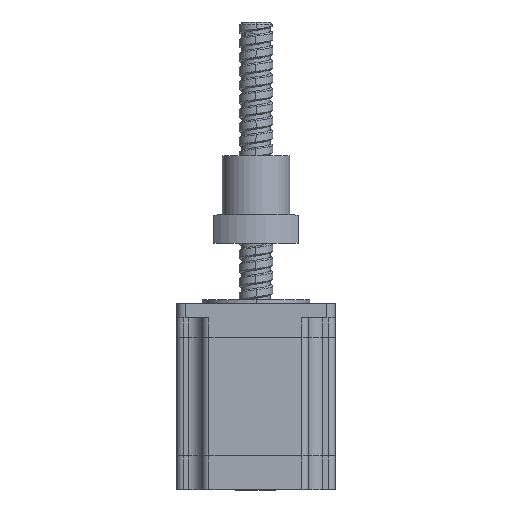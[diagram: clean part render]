
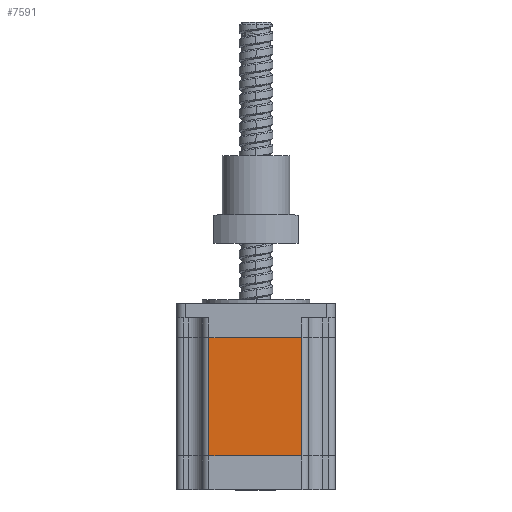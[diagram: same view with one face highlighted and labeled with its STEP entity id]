
A CAD part, top view. The second image highlights one B-rep face of the part: STEP entity #7591.
In plain terms, the highlighted planar face has unit normal (0, 0, 1).
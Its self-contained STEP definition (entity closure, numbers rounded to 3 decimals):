
#57 = LINE ( 'NONE', #10339, #14248 ) ;
#113 = VERTEX_POINT ( 'NONE', #13829 ) ;
#600 = VERTEX_POINT ( 'NONE', #9585 ) ;
#1459 = ORIENTED_EDGE ( 'NONE', *, *, #9118, .T. ) ;
#2147 = CARTESIAN_POINT ( 'NONE',  ( 25.1, -7.001, 28.1 ) ) ;
#3232 = DIRECTION ( 'NONE',  ( -1., 0., 0. ) ) ;
#3444 = DIRECTION ( 'NONE',  ( 0., 0., -1. ) ) ;
#3660 = DIRECTION ( 'NONE',  ( 0., 1., 0. ) ) ;
#3836 = LINE ( 'NONE', #2147, #14945 ) ;
#4215 = EDGE_CURVE ( 'NONE', #113, #22000, #21961, .T. ) ;
#4690 = ORIENTED_EDGE ( 'NONE', *, *, #13533, .F. ) ;
#5248 = VECTOR ( 'NONE', #14216, 1000. ) ;
#6682 = DIRECTION ( 'NONE',  ( -1., 0., 0. ) ) ;
#7591 = ADVANCED_FACE ( 'NONE', ( #18844 ), #15436, .F. ) ;
#7609 = EDGE_LOOP ( 'NONE', ( #21871, #1459, #4690, #18286 ) ) ;
#8468 = AXIS2_PLACEMENT_3D ( 'NONE', #12036, #3444, #3232 ) ;
#9118 = EDGE_CURVE ( 'NONE', #113, #600, #57, .T. ) ;
#9585 = CARTESIAN_POINT ( 'NONE',  ( 16.3, -7.001, 28.1 ) ) ;
#10339 = CARTESIAN_POINT ( 'NONE',  ( 16.3, -61., 28.1 ) ) ;
#10795 = CARTESIAN_POINT ( 'NONE',  ( -16.7, -48.99, 28.1 ) ) ;
#10869 = EDGE_CURVE ( 'NONE', #22000, #17265, #14664, .T. ) ;
#12036 = CARTESIAN_POINT ( 'NONE',  ( 25.1, 5., 28.1 ) ) ;
#12632 = CARTESIAN_POINT ( 'NONE',  ( -16.7, -61., 28.1 ) ) ;
#13533 = EDGE_CURVE ( 'NONE', #17265, #600, #3836, .T. ) ;
#13829 = CARTESIAN_POINT ( 'NONE',  ( 16.3, -48.99, 28.1 ) ) ;
#14216 = DIRECTION ( 'NONE',  ( 0., 1., 0. ) ) ;
#14248 = VECTOR ( 'NONE', #3660, 1000. ) ;
#14664 = LINE ( 'NONE', #12632, #5248 ) ;
#14945 = VECTOR ( 'NONE', #20926, 1000. ) ;
#15436 = PLANE ( 'NONE',  #8468 ) ;
#17265 = VERTEX_POINT ( 'NONE', #19855 ) ;
#18286 = ORIENTED_EDGE ( 'NONE', *, *, #10869, .F. ) ;
#18844 = FACE_OUTER_BOUND ( 'NONE', #7609, .T. ) ;
#19208 = VECTOR ( 'NONE', #6682, 1000. ) ;
#19855 = CARTESIAN_POINT ( 'NONE',  ( -16.7, -7.001, 28.1 ) ) ;
#20926 = DIRECTION ( 'NONE',  ( 1., 0., 0. ) ) ;
#21737 = CARTESIAN_POINT ( 'NONE',  ( 25.1, -48.99, 28.1 ) ) ;
#21871 = ORIENTED_EDGE ( 'NONE', *, *, #4215, .F. ) ;
#21961 = LINE ( 'NONE', #21737, #19208 ) ;
#22000 = VERTEX_POINT ( 'NONE', #10795 ) ;
